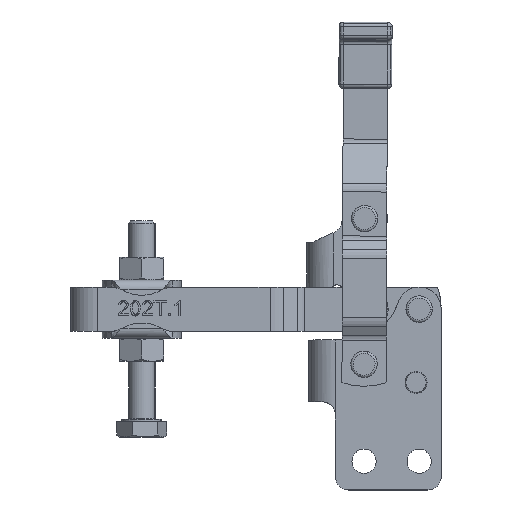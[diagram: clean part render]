
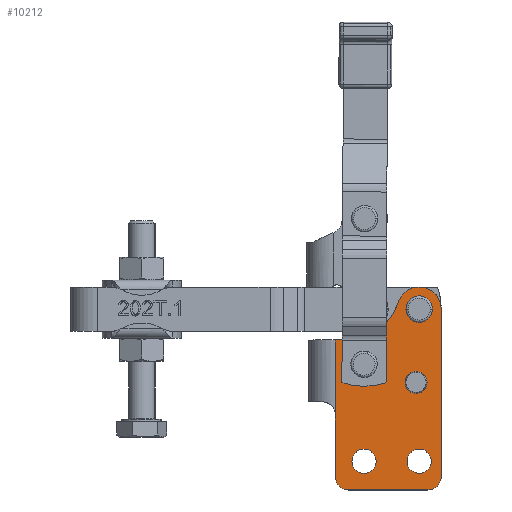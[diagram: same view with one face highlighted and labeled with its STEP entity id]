
A CAD part, top view. The second image highlights one B-rep face of the part: STEP entity #10212.
In plain terms, the highlighted planar face has unit normal (0, 0, 1).
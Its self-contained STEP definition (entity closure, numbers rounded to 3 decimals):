
#1067=CARTESIAN_POINT('',(-8.803,6.297,3.));
#1068=VERTEX_POINT('',#1067);
#1077=CARTESIAN_POINT('',(-3.803,6.297,3.));
#1078=VERTEX_POINT('',#1077);
#1079=CARTESIAN_POINT('',(-6.303,6.297,3.));
#1080=DIRECTION('',(0.0,0.0,-1.0));
#1081=DIRECTION('',(1.0,0.0,0.0));
#1082=AXIS2_PLACEMENT_3D('',#1079,#1080,#1081);
#1083=CIRCLE('',#1082,2.5);
#1084=EDGE_CURVE('',#1078,#1068,#1083,.T.);
#2683=CARTESIAN_POINT('',(-5.596,25.942,3.));
#2684=VERTEX_POINT('',#2683);
#2701=CARTESIAN_POINT('',(-5.596,19.942,3.));
#2702=VERTEX_POINT('',#2701);
#2709=CARTESIAN_POINT('',(-5.596,22.942,3.));
#2710=DIRECTION('',(0.0,0.0,-1.0));
#2711=DIRECTION('',(0.0,1.0,0.0));
#2712=AXIS2_PLACEMENT_3D('',#2709,#2710,#2711);
#2713=CIRCLE('',#2712,3.);
#2714=EDGE_CURVE('',#2684,#2702,#2713,.T.);
#4110=CARTESIAN_POINT('',(-15.346,-11.558,3.));
#4111=VERTEX_POINT('',#4110);
#4127=CARTESIAN_POINT('',(-20.846,-11.558,3.));
#4128=VERTEX_POINT('',#4127);
#4135=CARTESIAN_POINT('',(-18.096,-11.558,3.));
#4136=DIRECTION('',(0.0,0.0,-1.0));
#4137=DIRECTION('',(1.0,0.0,0.0));
#4138=AXIS2_PLACEMENT_3D('',#4135,#4136,#4137);
#4139=CIRCLE('',#4138,2.75);
#4140=EDGE_CURVE('',#4111,#4128,#4139,.T.);
#4236=CARTESIAN_POINT('',(-2.846,-11.558,3.));
#4237=VERTEX_POINT('',#4236);
#4253=CARTESIAN_POINT('',(-8.346,-11.558,3.));
#4254=VERTEX_POINT('',#4253);
#4261=CARTESIAN_POINT('',(-5.596,-11.558,3.));
#4262=DIRECTION('',(0.0,0.0,-1.0));
#4263=DIRECTION('',(1.0,0.0,0.0));
#4264=AXIS2_PLACEMENT_3D('',#4261,#4262,#4263);
#4265=CIRCLE('',#4264,2.75);
#4266=EDGE_CURVE('',#4237,#4254,#4265,.T.);
#4339=CARTESIAN_POINT('',(-1.475,-17.179,3.));
#4340=VERTEX_POINT('',#4339);
#4349=CARTESIAN_POINT('',(-3.596,-18.058,3.));
#4350=VERTEX_POINT('',#4349);
#4351=CARTESIAN_POINT('',(-3.596,-15.058,3.));
#4352=DIRECTION('',(0.0,0.0,-1.));
#4353=DIRECTION('',(0.707,-0.707,0.0));
#4354=AXIS2_PLACEMENT_3D('',#4351,#4352,#4353);
#4355=CIRCLE('',#4354,3.);
#4356=EDGE_CURVE('',#4340,#4350,#4355,.T.);
#4465=CARTESIAN_POINT('',(-23.717,-17.179,3.));
#4466=VERTEX_POINT('',#4465);
#4475=CARTESIAN_POINT('',(-24.596,-15.058,3.));
#4476=VERTEX_POINT('',#4475);
#4477=CARTESIAN_POINT('',(-21.596,-15.058,3.));
#4478=DIRECTION('',(0.0,0.0,-1.));
#4479=DIRECTION('',(-0.707,-0.707,0.0));
#4480=AXIS2_PLACEMENT_3D('',#4477,#4478,#4479);
#4481=CIRCLE('',#4480,3.0);
#4482=EDGE_CURVE('',#4466,#4476,#4481,.T.);
#4721=CARTESIAN_POINT('',(-9.131,26.478,3.0));
#4722=VERTEX_POINT('',#4721);
#4738=CARTESIAN_POINT('',(-10.375,24.413,3.0));
#4739=VERTEX_POINT('',#4738);
#4746=CARTESIAN_POINT('',(-5.596,22.942,3.0));
#4747=DIRECTION('',(0.0,0.0,-1.));
#4748=DIRECTION('',(0.707,0.707,0.0));
#4749=AXIS2_PLACEMENT_3D('',#4746,#4747,#4748);
#4750=CIRCLE('',#4749,5.);
#4751=EDGE_CURVE('',#4739,#4722,#4750,.T.);
#5730=CARTESIAN_POINT('',(-0.596,-15.058,3.));
#5731=VERTEX_POINT('',#5730);
#5746=CARTESIAN_POINT('',(-0.596,22.942,3.));
#5747=VERTEX_POINT('',#5746);
#5754=CARTESIAN_POINT('',(-0.596,-15.058,3.));
#5755=DIRECTION('',(0.0,1.0,0.0));
#5756=VECTOR('',#5755,38.);
#5757=LINE('',#5754,#5756);
#5758=EDGE_CURVE('',#5731,#5747,#5757,.T.);
#5776=CARTESIAN_POINT('',(-24.596,-1.058,3.));
#5777=VERTEX_POINT('',#5776);
#5806=CARTESIAN_POINT('',(-24.596,15.942,3.));
#5807=VERTEX_POINT('',#5806);
#5808=CARTESIAN_POINT('',(-24.596,15.942,3.));
#5809=DIRECTION('',(0.0,-1.0,0.0));
#5810=VECTOR('',#5809,17.);
#5811=LINE('',#5808,#5810);
#5812=EDGE_CURVE('',#5807,#5777,#5811,.T.);
#5969=CARTESIAN_POINT('',(-24.596,-1.058,3.));
#5970=DIRECTION('',(0.0,-1.0,0.0));
#5971=VECTOR('',#5970,14.);
#5972=LINE('',#5969,#5971);
#5973=EDGE_CURVE('',#5777,#4476,#5972,.T.);
#6032=CARTESIAN_POINT('',(-5.596,22.942,3.0));
#6033=DIRECTION('',(0.0,0.0,-1.));
#6034=DIRECTION('',(0.707,0.707,0.0));
#6035=AXIS2_PLACEMENT_3D('',#6032,#6033,#6034);
#6036=CIRCLE('',#6035,5.);
#6037=EDGE_CURVE('',#4722,#5747,#6036,.T.);
#6205=CARTESIAN_POINT('',(-21.844,15.942,3.));
#6206=VERTEX_POINT('',#6205);
#6207=CARTESIAN_POINT('',(-21.844,27.942,3.));
#6208=DIRECTION('',(0.0,0.0,1.0));
#6209=DIRECTION('',(0.0,1.0,0.0));
#6210=AXIS2_PLACEMENT_3D('',#6207,#6208,#6209);
#6211=CIRCLE('',#6210,12.);
#6212=EDGE_CURVE('',#4739,#6206,#6211,.F.);
#6254=CARTESIAN_POINT('',(-21.844,15.942,3.));
#6255=DIRECTION('',(-1.0,0.0,0.0));
#6256=VECTOR('',#6255,2.752);
#6257=LINE('',#6254,#6256);
#6258=EDGE_CURVE('',#6206,#5807,#6257,.T.);
#6314=CARTESIAN_POINT('',(-21.596,-18.058,3.));
#6315=VERTEX_POINT('',#6314);
#6322=CARTESIAN_POINT('',(-21.596,-15.058,3.));
#6323=DIRECTION('',(0.0,0.0,-1.));
#6324=DIRECTION('',(-0.707,-0.707,0.0));
#6325=AXIS2_PLACEMENT_3D('',#6322,#6323,#6324);
#6326=CIRCLE('',#6325,3.0);
#6327=EDGE_CURVE('',#6315,#4466,#6326,.T.);
#6417=CARTESIAN_POINT('',(-21.596,-18.058,3.));
#6418=DIRECTION('',(1.0,0.0,0.0));
#6419=VECTOR('',#6418,18.);
#6420=LINE('',#6417,#6419);
#6421=EDGE_CURVE('',#6315,#4350,#6420,.T.);
#6436=CARTESIAN_POINT('',(-3.596,-15.058,3.));
#6437=DIRECTION('',(0.0,0.0,-1.));
#6438=DIRECTION('',(0.707,-0.707,0.0));
#6439=AXIS2_PLACEMENT_3D('',#6436,#6437,#6438);
#6440=CIRCLE('',#6439,3.);
#6441=EDGE_CURVE('',#5731,#4340,#6440,.T.);
#6518=CARTESIAN_POINT('',(-5.596,-11.558,3.));
#6519=DIRECTION('',(0.0,0.0,-1.0));
#6520=DIRECTION('',(1.0,0.0,0.0));
#6521=AXIS2_PLACEMENT_3D('',#6518,#6519,#6520);
#6522=CIRCLE('',#6521,2.75);
#6523=EDGE_CURVE('',#4254,#4237,#6522,.T.);
#6602=CARTESIAN_POINT('',(-18.096,-11.558,3.));
#6603=DIRECTION('',(0.0,0.0,-1.0));
#6604=DIRECTION('',(1.0,0.0,0.0));
#6605=AXIS2_PLACEMENT_3D('',#6602,#6603,#6604);
#6606=CIRCLE('',#6605,2.75);
#6607=EDGE_CURVE('',#4128,#4111,#6606,.T.);
#10130=CARTESIAN_POINT('',(-15.596,10.942,3.));
#10131=DIRECTION('',(0.0,0.0,1.0));
#10132=DIRECTION('',(1.0,0.0,0.0));
#10133=AXIS2_PLACEMENT_3D('',#10130,#10131,#10132);
#10134=PLANE('',#10133);
#10135=ORIENTED_EDGE('',*,*,#6441,.F.);
#10136=ORIENTED_EDGE('',*,*,#5758,.T.);
#10137=ORIENTED_EDGE('',*,*,#6037,.F.);
#10138=ORIENTED_EDGE('',*,*,#4751,.F.);
#10139=ORIENTED_EDGE('',*,*,#6212,.T.);
#10140=ORIENTED_EDGE('',*,*,#6258,.T.);
#10141=ORIENTED_EDGE('',*,*,#5812,.T.);
#10142=ORIENTED_EDGE('',*,*,#5973,.T.);
#10143=ORIENTED_EDGE('',*,*,#4482,.F.);
#10144=ORIENTED_EDGE('',*,*,#6327,.F.);
#10145=ORIENTED_EDGE('',*,*,#6421,.T.);
#10146=ORIENTED_EDGE('',*,*,#4356,.F.);
#10147=EDGE_LOOP('',(#10135,#10136,#10137,#10138,#10139,#10140,#10141,#10142,#10143,#10144,#10145,#10146));
#10148=FACE_OUTER_BOUND('',#10147,.T.);
#10149=ORIENTED_EDGE('',*,*,#2714,.T.);
#10150=CARTESIAN_POINT('',(-5.596,22.942,3.));
#10151=DIRECTION('',(0.0,0.0,-1.0));
#10152=DIRECTION('',(0.0,1.0,0.0));
#10153=AXIS2_PLACEMENT_3D('',#10150,#10151,#10152);
#10154=CIRCLE('',#10153,3.);
#10155=EDGE_CURVE('',#2702,#2684,#10154,.T.);
#10156=ORIENTED_EDGE('',*,*,#10155,.T.);
#10157=EDGE_LOOP('',(#10149,#10156));
#10158=FACE_BOUND('',#10157,.T.);
#10159=ORIENTED_EDGE('',*,*,#1084,.T.);
#10160=CARTESIAN_POINT('',(-6.303,6.297,3.));
#10161=DIRECTION('',(0.0,0.0,-1.0));
#10162=DIRECTION('',(1.0,0.0,0.0));
#10163=AXIS2_PLACEMENT_3D('',#10160,#10161,#10162);
#10164=CIRCLE('',#10163,2.5);
#10165=EDGE_CURVE('',#1068,#1078,#10164,.T.);
#10166=ORIENTED_EDGE('',*,*,#10165,.T.);
#10167=EDGE_LOOP('',(#10159,#10166));
#10168=FACE_BOUND('',#10167,.T.);
#10169=ORIENTED_EDGE('',*,*,#4266,.T.);
#10170=ORIENTED_EDGE('',*,*,#6523,.T.);
#10171=EDGE_LOOP('',(#10169,#10170));
#10172=FACE_BOUND('',#10171,.T.);
#10173=ORIENTED_EDGE('',*,*,#4140,.T.);
#10174=ORIENTED_EDGE('',*,*,#6607,.T.);
#10175=EDGE_LOOP('',(#10173,#10174));
#10176=FACE_BOUND('',#10175,.T.);
#10177=CARTESIAN_POINT('',(-13.071,15.847,3.));
#10178=VERTEX_POINT('',#10177);
#10179=CARTESIAN_POINT('',(-23.071,15.894,3.));
#10180=VERTEX_POINT('',#10179);
#10181=CARTESIAN_POINT('',(-13.071,15.847,3.));
#10182=DIRECTION('',(-1.,0.005,0.0));
#10183=VECTOR('',#10182,10.);
#10184=LINE('',#10181,#10183);
#10185=EDGE_CURVE('',#10178,#10180,#10184,.T.);
#10186=ORIENTED_EDGE('',*,*,#10185,.F.);
#10187=CARTESIAN_POINT('',(-13.115,6.221,3.));
#10188=VERTEX_POINT('',#10187);
#10189=CARTESIAN_POINT('',(-13.071,15.847,3.));
#10190=DIRECTION('',(-0.005,-1.,0.));
#10191=VECTOR('',#10190,9.627);
#10192=LINE('',#10189,#10191);
#10193=EDGE_CURVE('',#10178,#10188,#10192,.T.);
#10194=ORIENTED_EDGE('',*,*,#10193,.T.);
#10195=CARTESIAN_POINT('',(-23.115,6.267,3.));
#10196=VERTEX_POINT('',#10195);
#10197=CARTESIAN_POINT('',(-18.045,21.442,3.));
#10198=DIRECTION('',(0.,0.,-1.0));
#10199=DIRECTION('',(-0.317,-0.948,0.));
#10200=AXIS2_PLACEMENT_3D('',#10197,#10198,#10199);
#10201=CIRCLE('',#10200,16.);
#10202=EDGE_CURVE('',#10188,#10196,#10201,.T.);
#10203=ORIENTED_EDGE('',*,*,#10202,.T.);
#10204=CARTESIAN_POINT('',(-23.115,6.267,3.));
#10205=DIRECTION('',(0.005,1.,0.));
#10206=VECTOR('',#10205,9.627);
#10207=LINE('',#10204,#10206);
#10208=EDGE_CURVE('',#10196,#10180,#10207,.T.);
#10209=ORIENTED_EDGE('',*,*,#10208,.T.);
#10210=EDGE_LOOP('',(#10186,#10194,#10203,#10209));
#10211=FACE_BOUND('',#10210,.T.);
#10212=ADVANCED_FACE('',(#10148,#10158,#10168,#10172,#10176,#10211),#10134,.T.);
